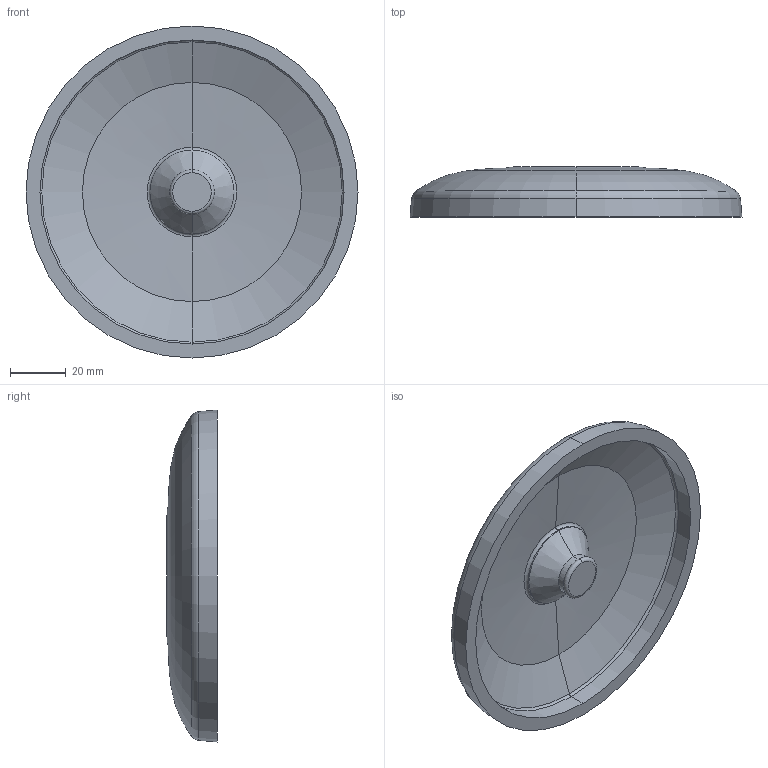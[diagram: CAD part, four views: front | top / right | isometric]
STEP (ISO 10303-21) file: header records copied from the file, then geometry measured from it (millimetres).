
FILE_DESCRIPTION (( 'STEP AP214' ), '1' );
FILE_NAME ('098d120kbz.STEP', '2014-08-11T09:37:54', ( '' ), ( '' ), 'SwSTEP 2.0', 'SolidWorks 2014', '' );
FILE_SCHEMA (( 'AUTOMOTIVE_DESIGN' ));
Length unit declared in the file: millimetre
Products named in the file (1): 098d120kbz
Bounding box: 119 x 18 x 119 mm (x, y, z)
Volume: 62533.8 mm3; surface area: 29078.1 mm2
Topology: 1 solids, 1 shells, 37 faces, 76 edges, 41 vertices
Faces by surface type: torus 14, cone 10, cylinder 8, plane 3, sphere 2
Entity records: 998 total; most frequent: DIRECTION 206, CARTESIAN_POINT 153, ORIENTED_EDGE 148, AXIS2_PLACEMENT_3D 94, EDGE_CURVE 74, CIRCLE 56, VERTEX_POINT 41, EDGE_LOOP 39
